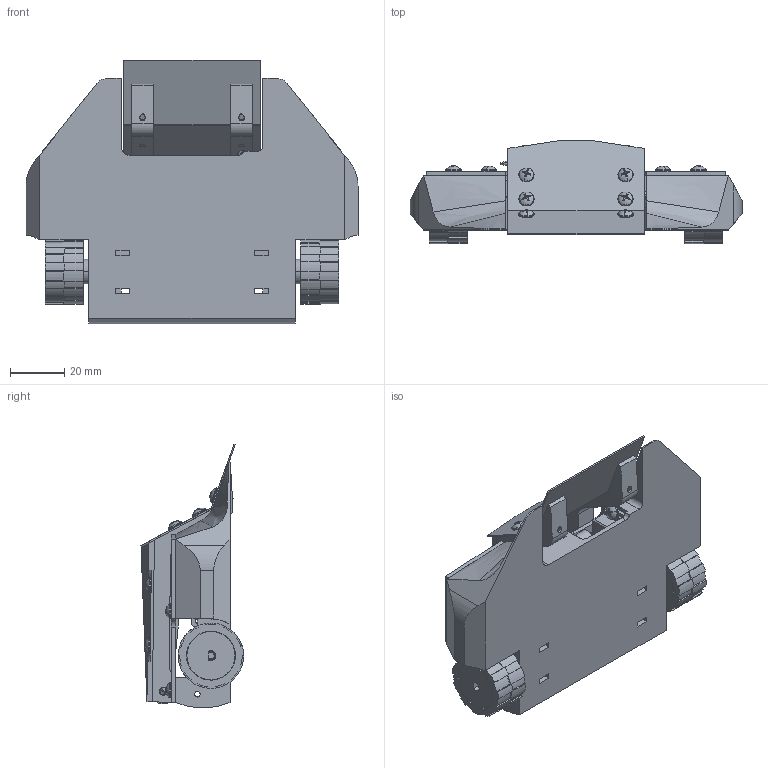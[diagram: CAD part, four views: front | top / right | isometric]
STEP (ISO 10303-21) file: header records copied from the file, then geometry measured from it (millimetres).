
FILE_DESCRIPTION (( 'STEP AP214' ), '1' );
FILE_NAME ('150G_FLIPPER_ASSY_001.STEP', '2018-10-31T04:38:52', ( '' ), ( '' ), 'SwSTEP 2.0', 'SolidWorks 2018', '' );
FILE_SCHEMA (( 'AUTOMOTIVE_DESIGN' ));
Length unit declared in the file: millimetre
Products named in the file (20): 150G_FLIPPER_ASSY_001; 24mmlegohub; flipper_lever; 24MMWHEEL; 150_flipper_base_001; Turnigy 300mah 2s; flipper_wedge; spacer; top cover; flipper_arm_002; Pololu - 1_250 Micro gear motor; top_plate_RIGHT; top_plate_LEFT; 90380A106_PHILLIPS THREAD-FORMING SCREW FOR PLASTIC_90380A106; Servo Arm HXT900 Micro; Budget DESC; ServoTGY-306GV2.2_D‚faut; 50mmrod; flipper_wedge_18mm; spacer_wide
Assembly tree (38 placements, depth 2):
  150G_FLIPPER_ASSY_001
    150_flipper_base_001
    Pololu - 1_250 Micro gear motor  x2
    24MMWHEEL  x2
    ServoTGY-306GV2.2_D‚faut
    Turnigy 300mah 2s
    Servo Arm HXT900 Micro
    flipper_arm_002  x2
    flipper_lever
    flipper_wedge
    flipper_wedge_18mm
    Budget DESC
    90380A106_PHILLIPS THREAD-FORMING SCREW FOR PLASTIC_90380A106  x16
    top_plate_LEFT
    top_plate_RIGHT
    24mmlegohub  x2
    50mmrod
    top cover
    spacer
    spacer_wide
Bounding box: 122 x 37.94 x 96.8 mm (x, y, z)
Volume: 101418.3 mm3; surface area: 77346.1 mm2
Topology: 84 solids, 84 shells, 2543 faces, 6732 edges, 4402 vertices
Faces by surface type: plane 1049, cylinder 978, cone 336, torus 77, bspline 61, sphere 42
Entity records: 34931 total; most frequent: CARTESIAN_POINT 7793, DIRECTION 5455, ORIENTED_EDGE 5250, EDGE_CURVE 2625, AXIS2_PLACEMENT_3D 1946, VERTEX_POINT 1713, LINE 1563, VECTOR 1563
